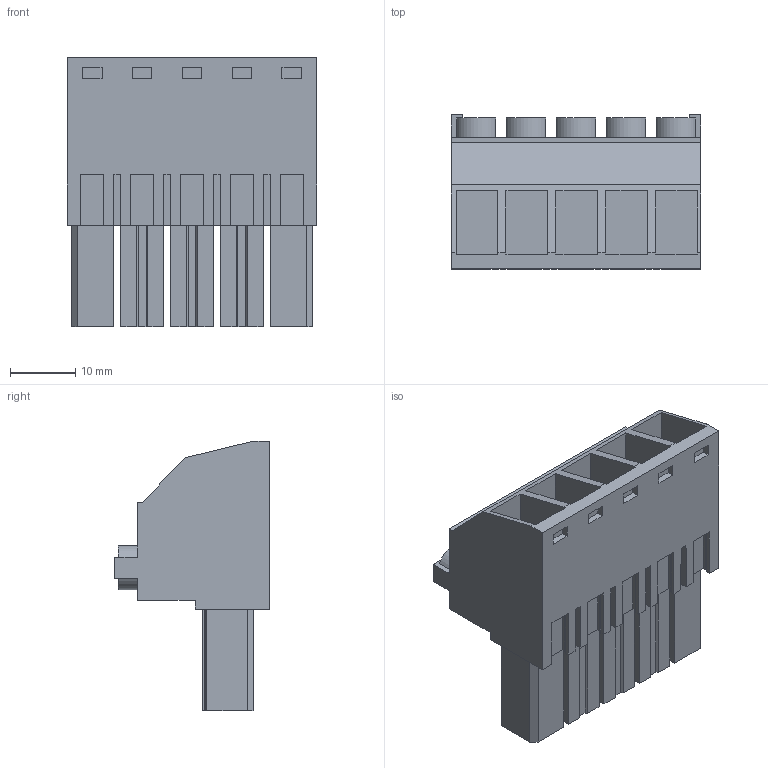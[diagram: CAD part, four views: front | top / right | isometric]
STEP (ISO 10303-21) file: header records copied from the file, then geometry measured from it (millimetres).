
FILE_DESCRIPTION(('CATIA V5 STEP Exchange','CAx-IF Rec.Pracs.--- Model Styling and Organization---1.2---2011-12-15'),'2;1');
FILE_NAME ('D1459337_0_1929960000_1929960000.stp','2017-04-13T06:56:10+00:00',('none'),('Weidmueller'),'CATIA Version 5-6 Release 2014','CATIA V5 STEP AP214','none');
FILE_SCHEMA(('AUTOMOTIVE_DESIGN { 1 0 10303 214 1 1 1 1 }'));
Length unit declared in the file: millimetre
Products named in the file (1): 1929960000
Bounding box: 38.1 x 23.6 x 41.15 mm (x, y, z)
Volume: 17171.4 mm3; surface area: 10042.5 mm2
Topology: 6 solids, 6 shells, 425 faces, 1182 edges, 796 vertices
Faces by surface type: plane 390, cylinder 30, extrusion 5
Entity records: 12667 total; most frequent: ORIENTED_EDGE 2364, CARTESIAN_POINT 2317, DIRECTION 1723, EDGE_CURVE 1182, VECTOR 1093, LINE 1088, VERTEX_POINT 796, EDGE_LOOP 452
